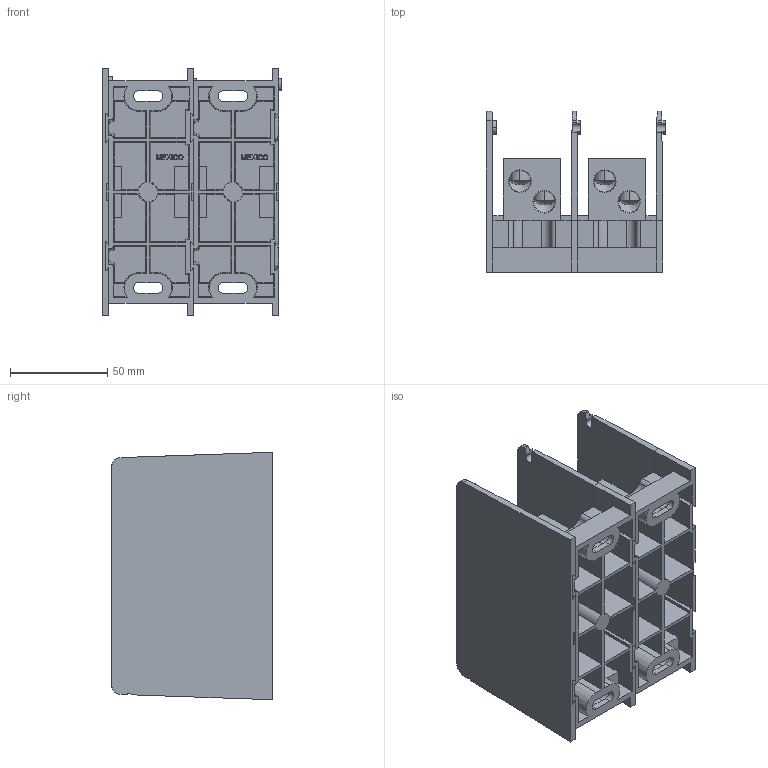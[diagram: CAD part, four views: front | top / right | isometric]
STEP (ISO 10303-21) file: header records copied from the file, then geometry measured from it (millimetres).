
FILE_DESCRIPTION (( 'STEP AP214' ), '1' );
FILE_NAME ('701953rev-2P.STEP', '2014-08-12T19:46:40', ( '' ), ( '' ), 'SwSTEP 2.0', 'SolidWorks 2013', '' );
FILE_SCHEMA (( 'AUTOMOTIVE_DESIGN' ));
Length unit declared in the file: inch
Products named in the file (1): 701953rev-2P
Bounding box: 92.16 x 82.55 x 127.01 mm (x, y, z)
Volume: 249432.4 mm3; surface area: 164663.3 mm2
Topology: 23 solids, 23 shells, 1953 faces, 5098 edges, 3218 vertices
Faces by surface type: cylinder 674, cone 594, plane 585, bspline 52, sphere 28, torus 20
Entity records: 105251 total; most frequent: CARTESIAN_POINT 34344, ORIENTED_EDGE 10148, DIRECTION 8462, EDGE_CURVE 5074, VERTEX_POINT 3218, AXIS2_PLACEMENT_3D 2966, LINE 2530, VECTOR 2530
